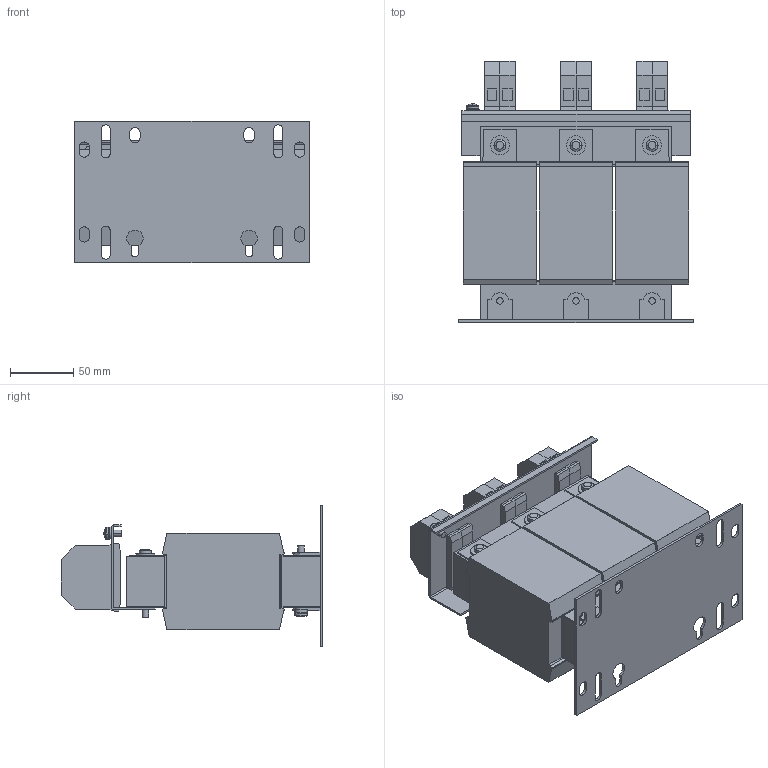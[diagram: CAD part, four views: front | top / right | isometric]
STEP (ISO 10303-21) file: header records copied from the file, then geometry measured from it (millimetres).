
FILE_DESCRIPTION (( 'STEP AP214' ), '1' );
FILE_NAME ('212796.STEP', '2020-05-29T00:05:39', ( '' ), ( '' ), 'SwSTEP 2.0', 'SolidWorks 2018', '' );
FILE_SCHEMA (( 'AUTOMOTIVE_DESIGN' ));
Length unit declared in the file: millimetre
Products named in the file (1): 212796
Bounding box: 185 x 206 x 112 mm (x, y, z)
Volume: 1815957.9 mm3; surface area: 220129.2 mm2
Topology: 1 solids, 1 shells, 644 faces, 1690 edges, 1089 vertices
Faces by surface type: plane 500, cylinder 119, sphere 14, cone 6, torus 5
Entity records: 19670 total; most frequent: CARTESIAN_POINT 3470, ORIENTED_EDGE 3376, DIRECTION 3280, EDGE_CURVE 1688, LINE 1354, VECTOR 1354, VERTEX_POINT 1089, AXIS2_PLACEMENT_3D 963
